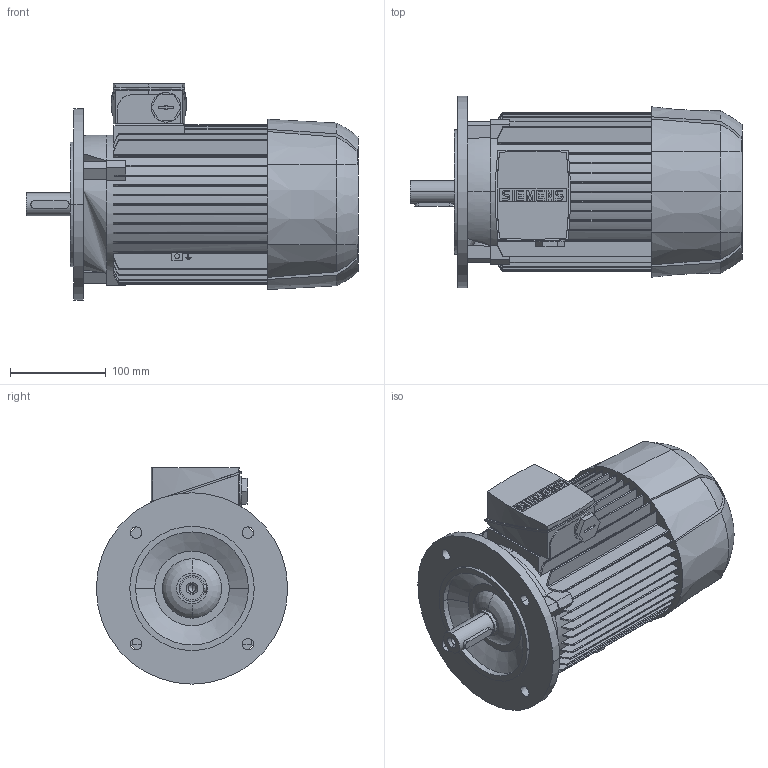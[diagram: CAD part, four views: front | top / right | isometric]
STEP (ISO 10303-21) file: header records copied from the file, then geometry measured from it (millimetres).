
FILE_DESCRIPTION(('STEP AP214'),'1');
FILE_NAME('cctmp_FC800738-EA7B-4BD9-9CAA-A30E53FB525A_2023_06_05_19_56_57_0549..stp','2023-06-05T17:56:57',('SIEMENS A&D'),('CADClick - www.CADClick.com'),'Spatial InterOp 3D',' ','unknown authorization');
FILE_SCHEMA(('AUTOMOTIVE_DESIGN'));
Length unit declared in the file: millimetre
Products named in the file (1): 2023_06_05_19_56_57_0549
Bounding box: 347 x 200 x 226 mm (x, y, z)
Volume: 6054150.7 mm3; surface area: 417864.3 mm2
Topology: 1 solids, 1 shells, 600 faces, 1704 edges, 1119 vertices
Faces by surface type: plane 365, cylinder 161, torus 56, cone 18
Entity records: 25425 total; most frequent: CARTESIAN_POINT 4827, ORIENTED_EDGE 3380, DIRECTION 3280, EDGE_CURVE 1690, AXIS2_PLACEMENT_3D 1123, VERTEX_POINT 1119, LINE 1034, VECTOR 1034
